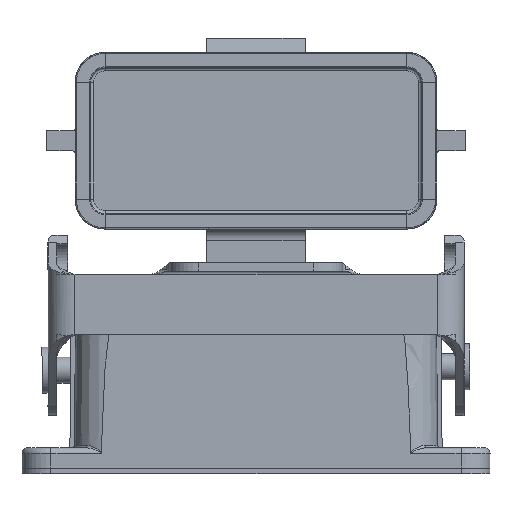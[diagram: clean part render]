
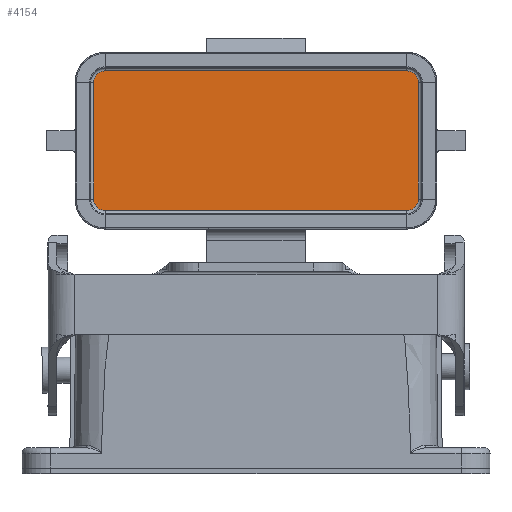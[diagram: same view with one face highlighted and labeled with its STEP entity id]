
A CAD part, front view. The second image highlights one B-rep face of the part: STEP entity #4154.
In plain terms, the highlighted planar face has unit normal (0, -1, 0).
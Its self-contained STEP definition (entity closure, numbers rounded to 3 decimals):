
#3694=CIRCLE('',#12276,2.);
#3695=CIRCLE('',#12277,2.);
#3696=CIRCLE('',#12278,2.);
#3697=CIRCLE('',#12279,2.);
#4154=ADVANCED_FACE('',(#4872),#4497,.F.);
#4497=PLANE('',#12280);
#4872=FACE_OUTER_BOUND('',#5428,.T.);
#5428=EDGE_LOOP('',(#7203,#7204,#7205,#7206,#7207,#7208,#7209,#7210));
#7203=ORIENTED_EDGE('',*,*,#9844,.F.);
#7204=ORIENTED_EDGE('',*,*,#9845,.F.);
#7205=ORIENTED_EDGE('',*,*,#9846,.F.);
#7206=ORIENTED_EDGE('',*,*,#9847,.F.);
#7207=ORIENTED_EDGE('',*,*,#9848,.F.);
#7208=ORIENTED_EDGE('',*,*,#9849,.F.);
#7209=ORIENTED_EDGE('',*,*,#9850,.F.);
#7210=ORIENTED_EDGE('',*,*,#9851,.F.);
#8749=VERTEX_POINT('',#18229);
#8750=VERTEX_POINT('',#18230);
#8751=VERTEX_POINT('',#18232);
#8752=VERTEX_POINT('',#18234);
#8753=VERTEX_POINT('',#18236);
#8754=VERTEX_POINT('',#18238);
#8755=VERTEX_POINT('',#18240);
#8756=VERTEX_POINT('',#18242);
#9844=EDGE_CURVE('',#8749,#8750,#3694,.T.);
#9845=EDGE_CURVE('',#8751,#8749,#10756,.T.);
#9846=EDGE_CURVE('',#8752,#8751,#3695,.T.);
#9847=EDGE_CURVE('',#8753,#8752,#10757,.T.);
#9848=EDGE_CURVE('',#8754,#8753,#3696,.T.);
#9849=EDGE_CURVE('',#8755,#8754,#10758,.T.);
#9850=EDGE_CURVE('',#8756,#8755,#3697,.T.);
#9851=EDGE_CURVE('',#8750,#8756,#10759,.T.);
#10756=LINE('',#18231,#11471);
#10757=LINE('',#18235,#11472);
#10758=LINE('',#18239,#11473);
#10759=LINE('',#18243,#11474);
#11471=VECTOR('',#14172,1.);
#11472=VECTOR('',#14175,1.);
#11473=VECTOR('',#14178,1.);
#11474=VECTOR('',#14181,1.);
#12276=AXIS2_PLACEMENT_3D('',#18228,#14170,#14171);
#12277=AXIS2_PLACEMENT_3D('',#18233,#14173,#14174);
#12278=AXIS2_PLACEMENT_3D('',#18237,#14176,#14177);
#12279=AXIS2_PLACEMENT_3D('',#18241,#14179,#14180);
#12280=AXIS2_PLACEMENT_3D('',#18244,#14182,#14183);
#14170=DIRECTION('',(0.,1.,0.));
#14171=DIRECTION('',(0.,0.,1.));
#14172=DIRECTION('',(0.,0.,-1.));
#14173=DIRECTION('',(0.,1.,0.));
#14174=DIRECTION('',(0.,0.,1.));
#14175=DIRECTION('',(1.,0.,0.));
#14176=DIRECTION('',(0.,1.,0.));
#14177=DIRECTION('',(0.,0.,1.));
#14178=DIRECTION('',(0.,0.,1.));
#14179=DIRECTION('',(0.,1.,0.));
#14180=DIRECTION('',(0.,0.,1.));
#14181=DIRECTION('',(-1.,0.,0.));
#14182=DIRECTION('',(0.,1.,0.));
#14183=DIRECTION('',(-1.,0.,0.));
#18228=CARTESIAN_POINT('',(26.09,39.984,46.546));
#18229=CARTESIAN_POINT('',(28.09,39.984,46.546));
#18230=CARTESIAN_POINT('',(26.09,39.984,44.546));
#18231=CARTESIAN_POINT('',(28.09,39.984,66.646));
#18232=CARTESIAN_POINT('',(28.09,39.984,66.746));
#18233=CARTESIAN_POINT('',(26.09,39.984,66.746));
#18234=CARTESIAN_POINT('',(26.09,39.984,68.746));
#18235=CARTESIAN_POINT('',(-26.11,39.984,68.746));
#18236=CARTESIAN_POINT('',(-26.11,39.984,68.746));
#18237=CARTESIAN_POINT('',(-26.11,39.984,66.746));
#18238=CARTESIAN_POINT('',(-28.11,39.984,66.746));
#18239=CARTESIAN_POINT('',(-28.11,39.984,46.646));
#18240=CARTESIAN_POINT('',(-28.11,39.984,46.546));
#18241=CARTESIAN_POINT('',(-26.11,39.984,46.546));
#18242=CARTESIAN_POINT('',(-26.11,39.984,44.546));
#18243=CARTESIAN_POINT('',(26.09,39.984,44.546));
#18244=CARTESIAN_POINT('',(30.004,39.984,43.121));
